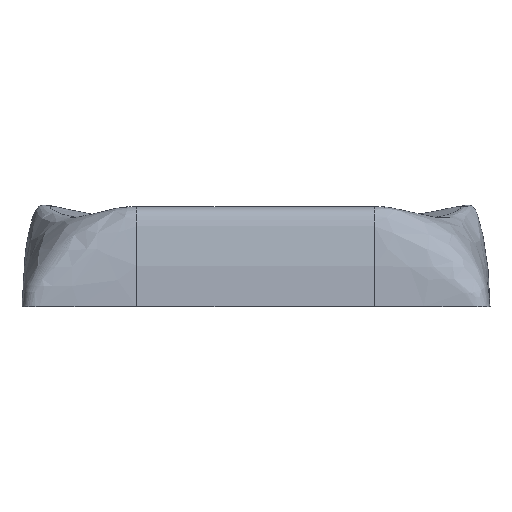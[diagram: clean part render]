
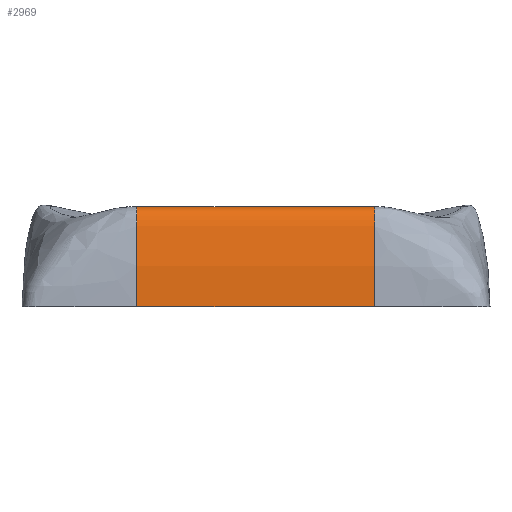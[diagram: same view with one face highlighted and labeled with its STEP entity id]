
A CAD part, front view. The second image highlights one B-rep face of the part: STEP entity #2969.
In plain terms, the highlighted free-form (B-spline) face has degree [3, 1] with [16, 2] control points.
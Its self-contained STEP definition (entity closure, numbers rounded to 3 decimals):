
#21=B_SPLINE_CURVE_WITH_KNOTS('',3,(#5308,#5309,#5310,#5311,#5312,#5313,
#5314,#5315,#5316,#5317,#5318,#5319,#5320,#5321,#5322,#5323),
 .UNSPECIFIED.,.F.,.F.,(4,2,2,2,2,2,2,4),(-1.228,-1.116,
-0.982,-0.877,-0.77,-0.599,
-0.311,0.),.UNSPECIFIED.);
#37=B_SPLINE_CURVE_WITH_KNOTS('',3,(#8458,#8459,#8460,#8461,#8462,#8463,
#8464,#8465,#8466,#8467,#8468,#8469,#8470,#8471,#8472,#8473),
 .UNSPECIFIED.,.F.,.F.,(4,2,2,2,2,2,2,4),(-1.228,-1.116,
-0.982,-0.877,-0.77,-0.599,
-0.311,0.),.UNSPECIFIED.);
#46=B_SPLINE_SURFACE_WITH_KNOTS('',3,1,((#8551,#8552),(#8553,#8554),(#8555,
#8556),(#8557,#8558),(#8559,#8560),(#8561,#8562),(#8563,#8564),(#8565,#8566),
(#8567,#8568),(#8569,#8570),(#8571,#8572),(#8573,#8574),(#8575,#8576),(#8577,
#8578),(#8579,#8580),(#8581,#8582)),.UNSPECIFIED.,.F.,.F.,.F.,(4,2,2,2,
2,2,2,4),(2,2),(-1.228,-1.116,-0.982,-0.877,
-0.77,-0.599,-0.311,0.),(0.,1.9),
 .UNSPECIFIED.);
#221=FACE_OUTER_BOUND('',#396,.T.);
#396=EDGE_LOOP('',(#2635,#2636,#2637,#2638));
#780=LINE('',#8550,#1164);
#781=LINE('',#8583,#1165);
#1164=VECTOR('',#3849,10.);
#1165=VECTOR('',#3850,10.);
#1394=VERTEX_POINT('',#5306);
#1395=VERTEX_POINT('',#5307);
#1407=VERTEX_POINT('',#8029);
#1414=VERTEX_POINT('',#8457);
#1789=EDGE_CURVE('',#1394,#1395,#21,.T.);
#1812=EDGE_CURVE('',#1407,#1414,#37,.T.);
#1823=EDGE_CURVE('',#1414,#1395,#780,.T.);
#1824=EDGE_CURVE('',#1407,#1394,#781,.T.);
#2635=ORIENTED_EDGE('',*,*,#1812,.T.);
#2636=ORIENTED_EDGE('',*,*,#1823,.T.);
#2637=ORIENTED_EDGE('',*,*,#1789,.F.);
#2638=ORIENTED_EDGE('',*,*,#1824,.F.);
#2969=ADVANCED_FACE('',(#221),#46,.T.);
#3849=DIRECTION('',(1.,0.,0.));
#3850=DIRECTION('',(1.,0.,0.));
#5306=CARTESIAN_POINT('',(9.5,-6.497,7.984));
#5307=CARTESIAN_POINT('',(9.5,-9.198,0.));
#5308=CARTESIAN_POINT('Ctrl Pts',(9.5,-6.497,7.984));
#5309=CARTESIAN_POINT('Ctrl Pts',(9.5,-6.647,7.993));
#5310=CARTESIAN_POINT('Ctrl Pts',(9.5,-6.796,7.994));
#5311=CARTESIAN_POINT('Ctrl Pts',(9.5,-7.122,7.965));
#5312=CARTESIAN_POINT('Ctrl Pts',(9.5,-7.299,7.93));
#5313=CARTESIAN_POINT('Ctrl Pts',(9.5,-7.594,7.81));
#5314=CARTESIAN_POINT('Ctrl Pts',(9.5,-7.714,7.738));
#5315=CARTESIAN_POINT('Ctrl Pts',(9.5,-7.923,7.549));
#5316=CARTESIAN_POINT('Ctrl Pts',(9.5,-8.039,7.408));
#5317=CARTESIAN_POINT('Ctrl Pts',(9.5,-8.339,6.814));
#5318=CARTESIAN_POINT('Ctrl Pts',(9.5,-8.467,6.333));
#5319=CARTESIAN_POINT('Ctrl Pts',(9.5,-8.792,4.912));
#5320=CARTESIAN_POINT('Ctrl Pts',(9.5,-8.953,3.976));
#5321=CARTESIAN_POINT('Ctrl Pts',(9.5,-9.147,2.072));
#5322=CARTESIAN_POINT('Ctrl Pts',(9.5,-9.176,1.038));
#5323=CARTESIAN_POINT('Ctrl Pts',(9.5,-9.198,0.));
#8029=CARTESIAN_POINT('',(-9.5,-6.497,7.984));
#8457=CARTESIAN_POINT('',(-9.5,-9.198,0.));
#8458=CARTESIAN_POINT('Ctrl Pts',(-9.5,-6.497,7.984));
#8459=CARTESIAN_POINT('Ctrl Pts',(-9.5,-6.647,7.993));
#8460=CARTESIAN_POINT('Ctrl Pts',(-9.5,-6.796,7.994));
#8461=CARTESIAN_POINT('Ctrl Pts',(-9.5,-7.122,7.965));
#8462=CARTESIAN_POINT('Ctrl Pts',(-9.5,-7.299,7.93));
#8463=CARTESIAN_POINT('Ctrl Pts',(-9.5,-7.594,7.81));
#8464=CARTESIAN_POINT('Ctrl Pts',(-9.5,-7.714,7.738));
#8465=CARTESIAN_POINT('Ctrl Pts',(-9.5,-7.923,7.549));
#8466=CARTESIAN_POINT('Ctrl Pts',(-9.5,-8.039,7.408));
#8467=CARTESIAN_POINT('Ctrl Pts',(-9.5,-8.339,6.814));
#8468=CARTESIAN_POINT('Ctrl Pts',(-9.5,-8.467,6.333));
#8469=CARTESIAN_POINT('Ctrl Pts',(-9.5,-8.792,4.912));
#8470=CARTESIAN_POINT('Ctrl Pts',(-9.5,-8.953,3.976));
#8471=CARTESIAN_POINT('Ctrl Pts',(-9.5,-9.147,2.072));
#8472=CARTESIAN_POINT('Ctrl Pts',(-9.5,-9.176,1.038));
#8473=CARTESIAN_POINT('Ctrl Pts',(-9.5,-9.198,0.));
#8550=CARTESIAN_POINT('',(-9.5,-9.198,0.));
#8551=CARTESIAN_POINT('Ctrl Pts',(-9.5,-6.497,7.984));
#8552=CARTESIAN_POINT('Ctrl Pts',(9.5,-6.497,7.984));
#8553=CARTESIAN_POINT('Ctrl Pts',(-9.5,-6.647,7.993));
#8554=CARTESIAN_POINT('Ctrl Pts',(9.5,-6.647,7.993));
#8555=CARTESIAN_POINT('Ctrl Pts',(-9.5,-6.796,7.994));
#8556=CARTESIAN_POINT('Ctrl Pts',(9.5,-6.796,7.994));
#8557=CARTESIAN_POINT('Ctrl Pts',(-9.5,-7.122,7.965));
#8558=CARTESIAN_POINT('Ctrl Pts',(9.5,-7.122,7.965));
#8559=CARTESIAN_POINT('Ctrl Pts',(-9.5,-7.299,7.93));
#8560=CARTESIAN_POINT('Ctrl Pts',(9.5,-7.299,7.93));
#8561=CARTESIAN_POINT('Ctrl Pts',(-9.5,-7.594,7.81));
#8562=CARTESIAN_POINT('Ctrl Pts',(9.5,-7.594,7.81));
#8563=CARTESIAN_POINT('Ctrl Pts',(-9.5,-7.714,7.738));
#8564=CARTESIAN_POINT('Ctrl Pts',(9.5,-7.714,7.738));
#8565=CARTESIAN_POINT('Ctrl Pts',(-9.5,-7.923,7.549));
#8566=CARTESIAN_POINT('Ctrl Pts',(9.5,-7.923,7.549));
#8567=CARTESIAN_POINT('Ctrl Pts',(-9.5,-8.039,7.408));
#8568=CARTESIAN_POINT('Ctrl Pts',(9.5,-8.039,7.408));
#8569=CARTESIAN_POINT('Ctrl Pts',(-9.5,-8.339,6.814));
#8570=CARTESIAN_POINT('Ctrl Pts',(9.5,-8.339,6.814));
#8571=CARTESIAN_POINT('Ctrl Pts',(-9.5,-8.467,6.333));
#8572=CARTESIAN_POINT('Ctrl Pts',(9.5,-8.467,6.333));
#8573=CARTESIAN_POINT('Ctrl Pts',(-9.5,-8.792,4.912));
#8574=CARTESIAN_POINT('Ctrl Pts',(9.5,-8.792,4.912));
#8575=CARTESIAN_POINT('Ctrl Pts',(-9.5,-8.953,3.976));
#8576=CARTESIAN_POINT('Ctrl Pts',(9.5,-8.953,3.976));
#8577=CARTESIAN_POINT('Ctrl Pts',(-9.5,-9.147,2.072));
#8578=CARTESIAN_POINT('Ctrl Pts',(9.5,-9.147,2.072));
#8579=CARTESIAN_POINT('Ctrl Pts',(-9.5,-9.176,1.038));
#8580=CARTESIAN_POINT('Ctrl Pts',(9.5,-9.176,1.038));
#8581=CARTESIAN_POINT('Ctrl Pts',(-9.5,-9.198,0.));
#8582=CARTESIAN_POINT('Ctrl Pts',(9.5,-9.198,0.));
#8583=CARTESIAN_POINT('',(-9.5,-6.497,7.984));
